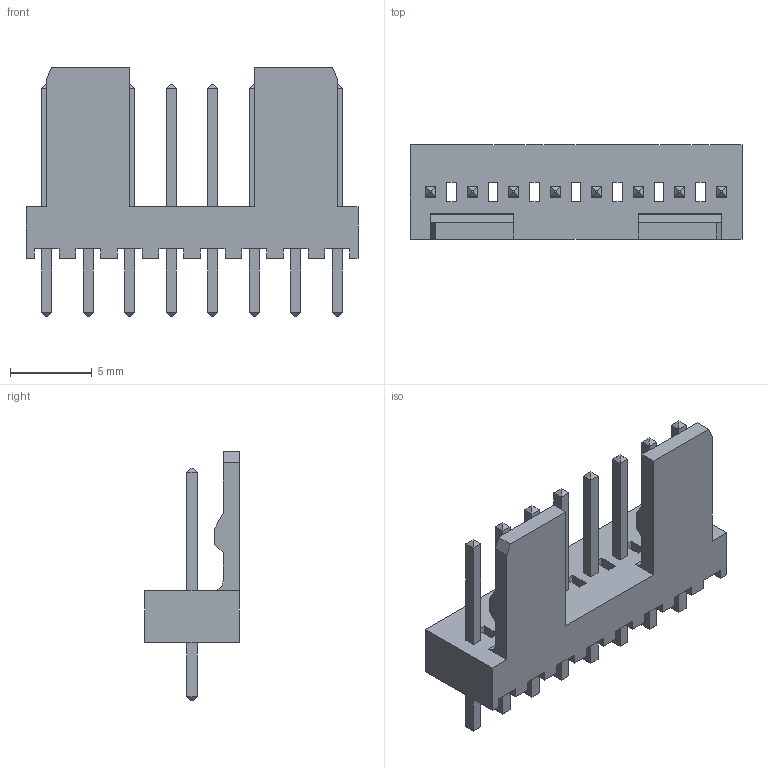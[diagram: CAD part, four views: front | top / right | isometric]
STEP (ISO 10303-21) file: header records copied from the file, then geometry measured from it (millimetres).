
FILE_DESCRIPTION(/* description */ ('model of Molex_KK-254_AE-6410-08A_1x08_P2.54mm_Vertical'),/* implementation_level */ '2;1');
FILE_NAME(/* name */ 'Molex_KK-254_AE-6410-08A_1x08_P2.54mm_Vertical.step',/* time_stamp */ '2017-12-04T15:10:28',/* author */ ('Ray Benitez',''),/* organization */ (''),/* preprocessor_version */ '',/* originating_system */ '',/* authorisation */ '');
FILE_SCHEMA(('AUTOMOTIVE_DESIGN { 1 0 10303 214 1 1 1 1 }'));
Length unit declared in the file: millimetre
Products named in the file (1): Molex_AE_6410_08A
Bounding box: 20.32 x 5.8 x 15.26 mm (x, y, z)
Volume: 449 mm3; surface area: 954.4 mm2
Topology: 1 solids, 1 shells, 230 faces, 572 edges, 360 vertices
Faces by surface type: plane 228, cylinder 2
Entity records: 4536 total; most frequent: ORIENTED_EDGE 895, CARTESIAN_POINT 736, EDGE_CURVE 572, LINE 518, VERTEX_POINT 360, FACE_BOUND 260, EDGE_LOOP 260, ADVANCED_FACE 230
